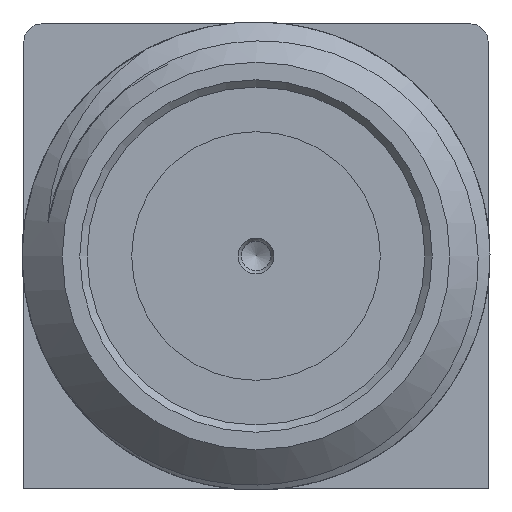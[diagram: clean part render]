
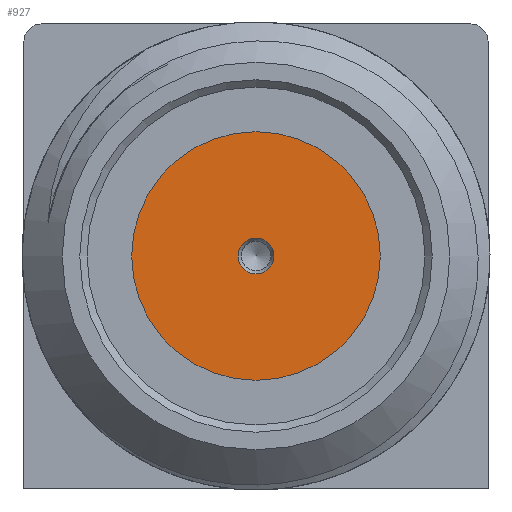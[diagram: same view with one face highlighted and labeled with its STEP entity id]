
A CAD part, front view. The second image highlights one B-rep face of the part: STEP entity #927.
In plain terms, the highlighted planar face has unit normal (0, -1, 0).
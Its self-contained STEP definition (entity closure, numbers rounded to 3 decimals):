
#38=FACE_BOUND('',#160,.T.);
#48=PLANE('',#1016);
#101=FACE_OUTER_BOUND('',#159,.T.);
#159=EDGE_LOOP('',(#797));
#160=EDGE_LOOP('',(#798));
#197=CIRCLE('',#996,1.7);
#200=CIRCLE('',#1000,0.244);
#459=VERTEX_POINT('',#1849);
#462=VERTEX_POINT('',#1857);
#565=EDGE_CURVE('',#459,#459,#197,.T.);
#570=EDGE_CURVE('',#462,#462,#200,.T.);
#797=ORIENTED_EDGE('',*,*,#565,.T.);
#798=ORIENTED_EDGE('',*,*,#570,.T.);
#927=ADVANCED_FACE('',(#101,#38),#48,.T.);
#996=AXIS2_PLACEMENT_3D('',#1850,#1158,#1159);
#1000=AXIS2_PLACEMENT_3D('',#1859,#1168,#1169);
#1016=AXIS2_PLACEMENT_3D('',#2889,#1210,#1211);
#1158=DIRECTION('center_axis',(0.,-1.,0.));
#1159=DIRECTION('ref_axis',(1.,0.,0.));
#1168=DIRECTION('center_axis',(0.,1.,0.));
#1169=DIRECTION('ref_axis',(1.,0.,0.));
#1210=DIRECTION('center_axis',(0.,-1.,0.));
#1211=DIRECTION('ref_axis',(1.,0.,0.));
#1849=CARTESIAN_POINT('',(-1.7,-8.7,0.375));
#1850=CARTESIAN_POINT('Origin',(0.,-8.7,0.375));
#1857=CARTESIAN_POINT('',(-0.244,-8.7,0.375));
#1859=CARTESIAN_POINT('Origin',(0.,-8.7,0.375));
#2889=CARTESIAN_POINT('Origin',(0.,-8.7,0.375));
